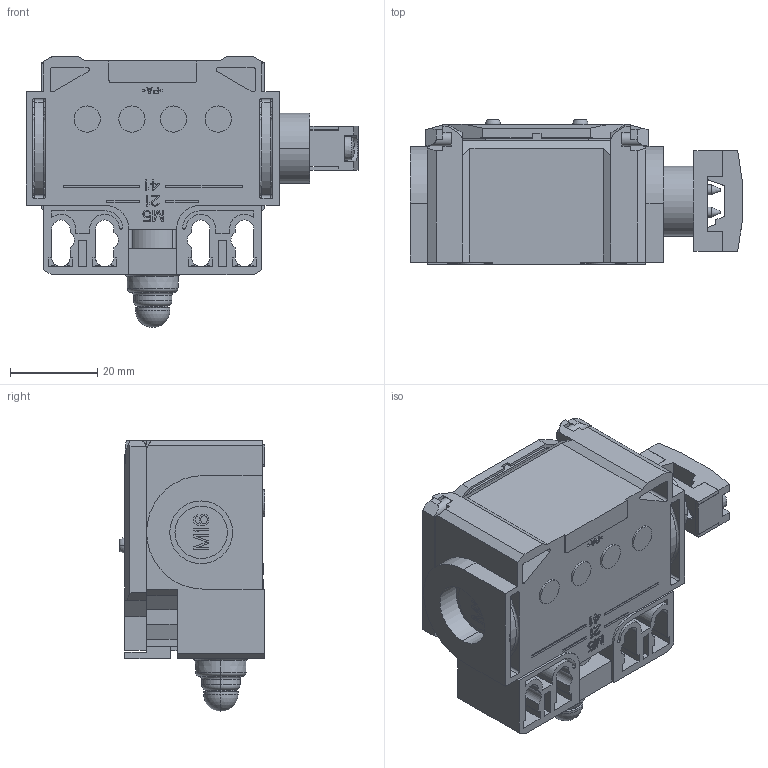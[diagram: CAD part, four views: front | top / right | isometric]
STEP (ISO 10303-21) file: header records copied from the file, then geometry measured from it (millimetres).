
FILE_DESCRIPTION((''),'2;1');
FILE_NAME('6073201051_SW0001','2010-07-05T',('T.Romberg'),(''),'PRO/ENGINEER BY PARAMETRIC TECHNOLOGY CORPORATION, 2005070','PRO/ENGINEER BY PARAMETRIC TECHNOLOGY CORPORATION, 2005070','');
FILE_SCHEMA(('AUTOMOTIVE_DESIGN_CC2 { 1 2 10303 214 -1 1 5 2 }'));
Length unit declared in the file: millimetre
Products named in the file (1): 6073201051_SW0001
Bounding box: 76 x 33.2 x 62 mm (x, y, z)
Surface area: 23171.6 mm2 (no closed solid volume)
Topology: 0 solids, 20 shells, 748 faces, 2285 edges, 1565 vertices
Faces by surface type: plane 558, cylinder 122, cone 32, sphere 18, torus 18
Entity records: 37714 total; most frequent: CARTESIAN_POINT 5042, ORIENTED_EDGE 4117, DIRECTION 4105, PRESENTATION_STYLE_ASSIGNMENT 3031, STYLED_ITEM 2285, CURVE_STYLE 2271, EDGE_CURVE 2271, VECTOR 1821
